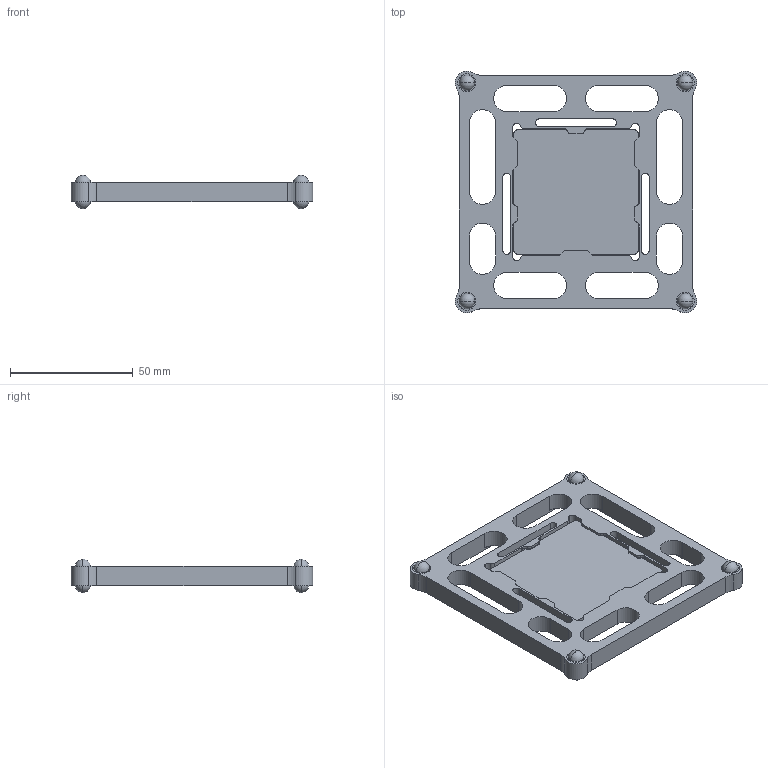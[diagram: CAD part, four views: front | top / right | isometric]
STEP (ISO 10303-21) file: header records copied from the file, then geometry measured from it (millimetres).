
FILE_DESCRIPTION (( 'STEP AP214' ), '1' );
FILE_NAME ('C2XXXS_A.STEP', '2023-03-22T11:58:57', ( '' ), ( '' ), 'SwSTEP 2.0', 'SolidWorks 2022', '' );
FILE_SCHEMA (( 'AUTOMOTIVE_DESIGN' ));
Length unit declared in the file: inch
Products named in the file (1): C2XXXS_A
Bounding box: 98.42 x 98.42 x 13.65 mm (x, y, z)
Surface area: 25376.6 mm2 (no closed solid volume)
Topology: 0 solids, 23 shells, 185 faces, 628 edges, 444 vertices
Faces by surface type: cylinder 98, plane 71, sphere 16
Entity records: 9080 total; most frequent: DIRECTION 1220, CARTESIAN_POINT 1194, ORIENTED_EDGE 1026, EDGE_CURVE 588, AXIS2_PLACEMENT_3D 446, VERTEX_POINT 420, LINE 328, VECTOR 328
